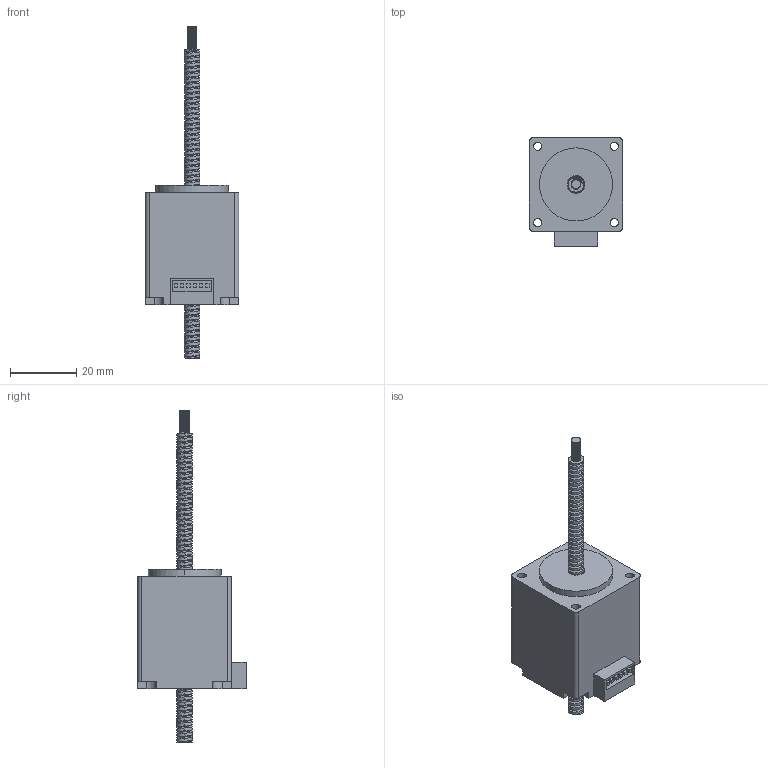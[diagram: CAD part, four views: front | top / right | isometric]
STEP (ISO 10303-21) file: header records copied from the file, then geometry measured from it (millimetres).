
FILE_DESCRIPTION(('FreeCAD Model'),'2;1');
FILE_NAME( 'MSL111ANx-4L3N0xxxx.step', '2018-07-27T14:13:42',('Author'),(''), 'Open CASCADE STEP processor 6.8','FreeCAD','Unknown');
FILE_SCHEMA(('AUTOMOTIVE_DESIGN_CC2 { 1 2 10303 214 -1 1 5 4 }'));
Length unit declared in the file: millimetre
Products named in the file (2): ASSEMBLY
Assembly tree (1 placements, depth 2):
  ASSEMBLY
    (unnamed)
Bounding box: 28.2 x 32.7 x 100 mm (x, y, z)
Volume: 27996.6 mm3; surface area: 9148.5 mm2
Topology: 1 solids, 1 shells, 204 faces, 577 edges, 384 vertices
Faces by surface type: cylinder 137, plane 62, bspline 5
Entity records: 52217 total; most frequent: CARTESIAN_POINT 42898, ORIENTED_EDGE 1154, PCURVE 1154, DEFINITIONAL_REPRESENTATION 1154, DIRECTION 1102, B_SPLINE_CURVE_WITH_KNOTS 826, EDGE_CURVE 577, SURFACE_CURVE 577
